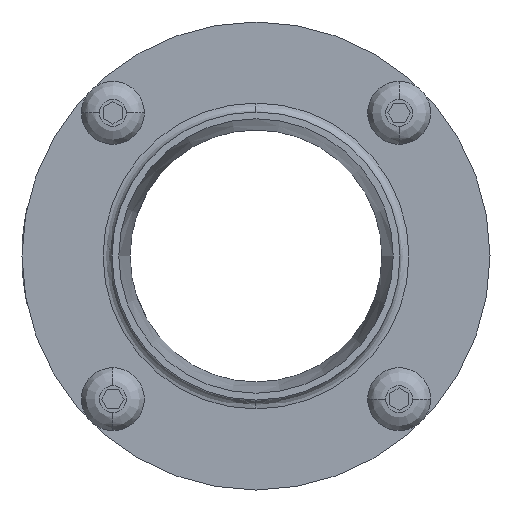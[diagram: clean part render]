
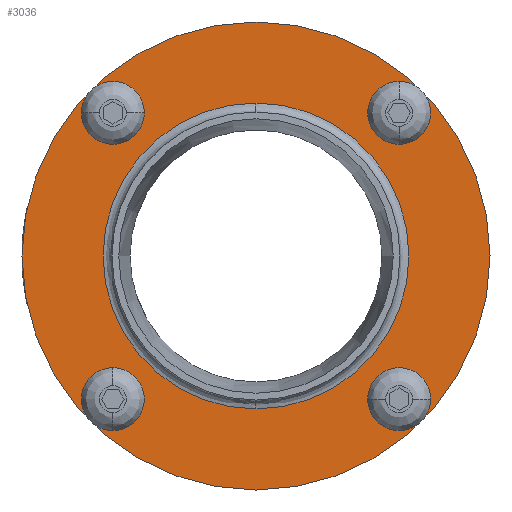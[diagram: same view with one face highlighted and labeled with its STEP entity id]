
A CAD part, left-side view. The second image highlights one B-rep face of the part: STEP entity #3036.
In plain terms, the highlighted planar face has unit normal (-1, 0, 0).
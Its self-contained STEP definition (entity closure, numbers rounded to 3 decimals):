
#2438=CARTESIAN_POINT('',(38.664,9.177,0.0));
#2439=VERTEX_POINT('',#2438);
#2455=CARTESIAN_POINT('',(38.664,-73.373,0.));
#2456=VERTEX_POINT('',#2455);
#2463=CARTESIAN_POINT('',(38.664,-32.098,0.0));
#2464=DIRECTION('',(1.0,0.0,0.0));
#2465=DIRECTION('',(0.0,1.0,0.0));
#2466=AXIS2_PLACEMENT_3D('',#2463,#2464,#2465);
#2467=CIRCLE('',#2466,41.275);
#2468=EDGE_CURVE('',#2456,#2439,#2467,.T.);
#2528=CARTESIAN_POINT('',(38.664,-32.098,-26.975));
#2529=VERTEX_POINT('',#2528);
#2555=CARTESIAN_POINT('',(38.664,-32.098,26.975));
#2556=VERTEX_POINT('',#2555);
#2564=CARTESIAN_POINT('',(38.664,-5.123,0.0));
#2565=VERTEX_POINT('',#2564);
#2566=CARTESIAN_POINT('',(38.664,-32.098,0.0));
#2567=DIRECTION('',(1.0,0.0,0.0));
#2568=DIRECTION('',(0.0,1.0,0.0));
#2569=AXIS2_PLACEMENT_3D('',#2566,#2567,#2568);
#2570=CIRCLE('',#2569,26.975);
#2571=EDGE_CURVE('',#2565,#2556,#2570,.T.);
#2573=CARTESIAN_POINT('',(38.664,-32.098,0.0));
#2574=DIRECTION('',(1.0,0.0,0.0));
#2575=DIRECTION('',(0.0,1.0,0.0));
#2576=AXIS2_PLACEMENT_3D('',#2573,#2574,#2575);
#2577=CIRCLE('',#2576,26.975);
#2578=EDGE_CURVE('',#2529,#2565,#2577,.T.);
#2631=CARTESIAN_POINT('',(38.664,-59.874,-27.776));
#2632=VERTEX_POINT('',#2631);
#2648=CARTESIAN_POINT('',(38.664,-54.827,-22.729));
#2649=VERTEX_POINT('',#2648);
#2656=CARTESIAN_POINT('',(38.664,-57.35,-25.252));
#2657=DIRECTION('',(1.,0.0,0.0));
#2658=DIRECTION('',(0.0,-0.707,-0.707));
#2659=AXIS2_PLACEMENT_3D('',#2656,#2657,#2658);
#2660=CIRCLE('',#2659,3.569);
#2661=EDGE_CURVE('',#2632,#2649,#2660,.T.);
#2673=CARTESIAN_POINT('',(38.664,-4.322,27.776));
#2674=VERTEX_POINT('',#2673);
#2690=CARTESIAN_POINT('',(38.664,-9.369,22.729));
#2691=VERTEX_POINT('',#2690);
#2698=CARTESIAN_POINT('',(38.664,-6.846,25.252));
#2699=DIRECTION('',(1.0,0.0,0.0));
#2700=DIRECTION('',(0.0,0.707,0.707));
#2701=AXIS2_PLACEMENT_3D('',#2698,#2699,#2700);
#2702=CIRCLE('',#2701,3.569);
#2703=EDGE_CURVE('',#2674,#2691,#2702,.T.);
#2715=CARTESIAN_POINT('',(38.664,-4.322,-27.776));
#2716=VERTEX_POINT('',#2715);
#2732=CARTESIAN_POINT('',(38.664,-9.369,-22.729));
#2733=VERTEX_POINT('',#2732);
#2740=CARTESIAN_POINT('',(38.664,-6.846,-25.252));
#2741=DIRECTION('',(1.0,0.0,0.0));
#2742=DIRECTION('',(0.0,0.707,-0.707));
#2743=AXIS2_PLACEMENT_3D('',#2740,#2741,#2742);
#2744=CIRCLE('',#2743,3.569);
#2745=EDGE_CURVE('',#2716,#2733,#2744,.T.);
#2757=CARTESIAN_POINT('',(38.664,-59.874,27.776));
#2758=VERTEX_POINT('',#2757);
#2774=CARTESIAN_POINT('',(38.664,-54.827,22.729));
#2775=VERTEX_POINT('',#2774);
#2782=CARTESIAN_POINT('',(38.664,-57.35,25.252));
#2783=DIRECTION('',(1.,0.0,0.0));
#2784=DIRECTION('',(0.0,-0.707,0.707));
#2785=AXIS2_PLACEMENT_3D('',#2782,#2783,#2784);
#2786=CIRCLE('',#2785,3.569);
#2787=EDGE_CURVE('',#2758,#2775,#2786,.T.);
#2798=CARTESIAN_POINT('',(38.664,-57.35,25.252));
#2799=DIRECTION('',(1.,0.0,0.0));
#2800=DIRECTION('',(0.0,-0.707,0.707));
#2801=AXIS2_PLACEMENT_3D('',#2798,#2799,#2800);
#2802=CIRCLE('',#2801,3.569);
#2803=EDGE_CURVE('',#2775,#2758,#2802,.T.);
#2822=CARTESIAN_POINT('',(38.664,-6.846,-25.252));
#2823=DIRECTION('',(1.0,0.0,0.0));
#2824=DIRECTION('',(0.0,0.707,-0.707));
#2825=AXIS2_PLACEMENT_3D('',#2822,#2823,#2824);
#2826=CIRCLE('',#2825,3.569);
#2827=EDGE_CURVE('',#2733,#2716,#2826,.T.);
#2846=CARTESIAN_POINT('',(38.664,-6.846,25.252));
#2847=DIRECTION('',(1.0,0.0,0.0));
#2848=DIRECTION('',(0.0,0.707,0.707));
#2849=AXIS2_PLACEMENT_3D('',#2846,#2847,#2848);
#2850=CIRCLE('',#2849,3.569);
#2851=EDGE_CURVE('',#2691,#2674,#2850,.T.);
#2870=CARTESIAN_POINT('',(38.664,-57.35,-25.252));
#2871=DIRECTION('',(1.,0.0,0.0));
#2872=DIRECTION('',(0.0,-0.707,-0.707));
#2873=AXIS2_PLACEMENT_3D('',#2870,#2871,#2872);
#2874=CIRCLE('',#2873,3.569);
#2875=EDGE_CURVE('',#2649,#2632,#2874,.T.);
#2987=CARTESIAN_POINT('',(38.664,-32.098,0.0));
#2988=DIRECTION('',(1.0,0.0,0.0));
#2989=DIRECTION('',(0.0,1.0,0.0));
#2990=AXIS2_PLACEMENT_3D('',#2987,#2988,#2989);
#2991=CIRCLE('',#2990,26.975);
#2992=EDGE_CURVE('',#2556,#2529,#2991,.T.);
#3000=CARTESIAN_POINT('',(38.664,2.027,0.0));
#3001=DIRECTION('',(-1.0,0.0,0.0));
#3002=DIRECTION('',(0.0,0.0,1.0));
#3003=AXIS2_PLACEMENT_3D('',#3000,#3001,#3002);
#3004=PLANE('',#3003);
#3005=CARTESIAN_POINT('',(38.664,-32.098,0.0));
#3006=DIRECTION('',(1.0,0.0,0.0));
#3007=DIRECTION('',(0.0,1.0,0.0));
#3008=AXIS2_PLACEMENT_3D('',#3005,#3006,#3007);
#3009=CIRCLE('',#3008,41.275);
#3010=EDGE_CURVE('',#2439,#2456,#3009,.T.);
#3011=ORIENTED_EDGE('',*,*,#3010,.F.);
#3012=ORIENTED_EDGE('',*,*,#2468,.F.);
#3013=EDGE_LOOP('',(#3011,#3012));
#3014=FACE_OUTER_BOUND('',#3013,.T.);
#3015=ORIENTED_EDGE('',*,*,#2787,.T.);
#3016=ORIENTED_EDGE('',*,*,#2803,.T.);
#3017=EDGE_LOOP('',(#3015,#3016));
#3018=FACE_BOUND('',#3017,.T.);
#3019=ORIENTED_EDGE('',*,*,#2745,.T.);
#3020=ORIENTED_EDGE('',*,*,#2827,.T.);
#3021=EDGE_LOOP('',(#3019,#3020));
#3022=FACE_BOUND('',#3021,.T.);
#3023=ORIENTED_EDGE('',*,*,#2703,.T.);
#3024=ORIENTED_EDGE('',*,*,#2851,.T.);
#3025=EDGE_LOOP('',(#3023,#3024));
#3026=FACE_BOUND('',#3025,.T.);
#3027=ORIENTED_EDGE('',*,*,#2661,.T.);
#3028=ORIENTED_EDGE('',*,*,#2875,.T.);
#3029=EDGE_LOOP('',(#3027,#3028));
#3030=FACE_BOUND('',#3029,.T.);
#3031=ORIENTED_EDGE('',*,*,#2571,.T.);
#3032=ORIENTED_EDGE('',*,*,#2992,.T.);
#3033=ORIENTED_EDGE('',*,*,#2578,.T.);
#3034=EDGE_LOOP('',(#3031,#3032,#3033));
#3035=FACE_BOUND('',#3034,.T.);
#3036=ADVANCED_FACE('',(#3014,#3018,#3022,#3026,#3030,#3035),#3004,.T.);
